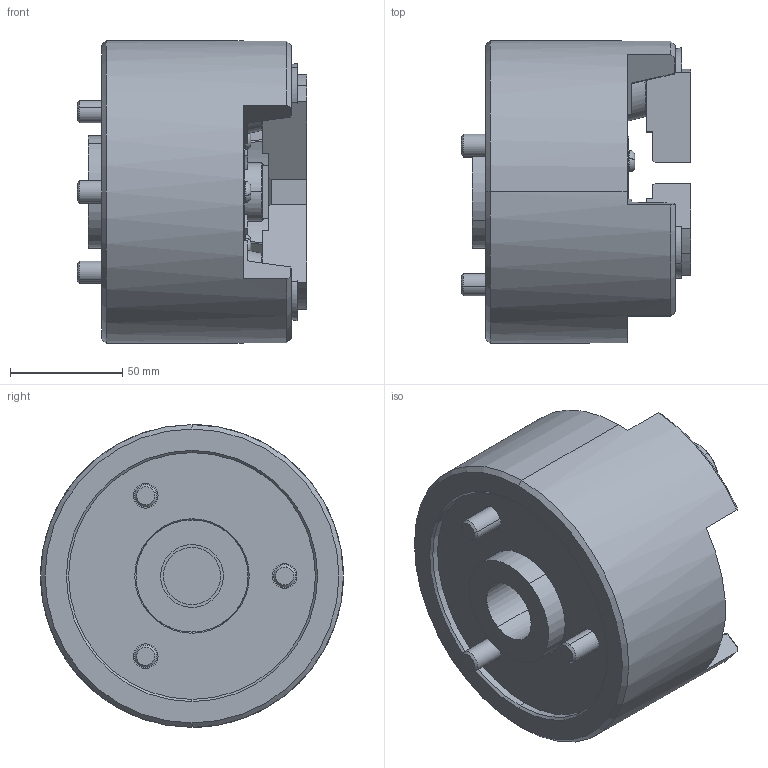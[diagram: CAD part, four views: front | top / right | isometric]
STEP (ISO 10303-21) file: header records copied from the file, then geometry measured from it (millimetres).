
FILE_DESCRIPTION (( 'STEP AP203' ), '1' );
FILE_NAME ('CF-3U-205.STEP', '2019-07-17T05:41:06', ( 'temp' ), ( '' ), 'SwSTEP 2.0', 'SolidWorks 2016', '' );
FILE_SCHEMA (( 'CONFIG_CONTROL_DESIGN' ));
Length unit declared in the file: millimetre
Products named in the file (9): CF-3U-205-01000; 半圓頭六角孔螺栓_M5x10; CF-3U-205-08000; CF-3U-205-02000; CF-3U-205-07000; CF-3U-205; 圓頭內六角螺栓_M10x60; 圓頭內六角螺栓_M8x18; CF-3U-205-03000
Assembly tree (18 placements, depth 2):
  CF-3U-205
    CF-3U-205-01000
    CF-3U-205-02000
    CF-3U-205-03000  x3
    CF-3U-205-07000  x3
    CF-3U-205-08000
    半圓頭六角孔螺栓_M5x10  x3
    圓頭內六角螺栓_M8x18  x3
    圓頭內六角螺栓_M10x60  x3
Bounding box: 102.5 x 135 x 135 mm (x, y, z)
Volume: 931592.9 mm3; surface area: 146877.7 mm2
Topology: 18 solids, 18 shells, 485 faces, 1146 edges, 701 vertices
Faces by surface type: plane 226, cylinder 133, cone 103, bspline 12, torus 11
Entity records: 10112 total; most frequent: CARTESIAN_POINT 2484, DIRECTION 1399, ORIENTED_EDGE 1300, EDGE_CURVE 650, AXIS2_PLACEMENT_3D 563, VERTEX_POINT 409, EDGE_LOOP 311, CIRCLE 275
